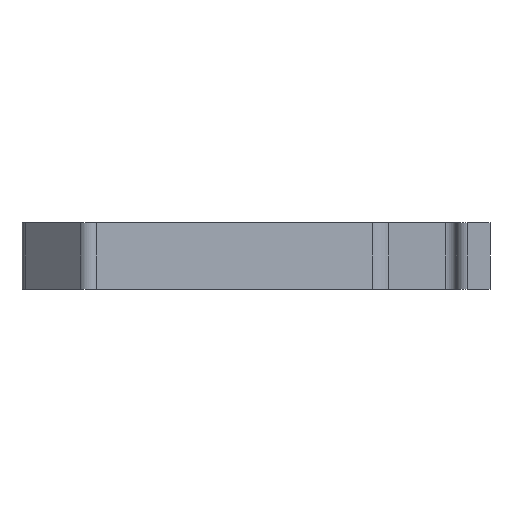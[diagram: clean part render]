
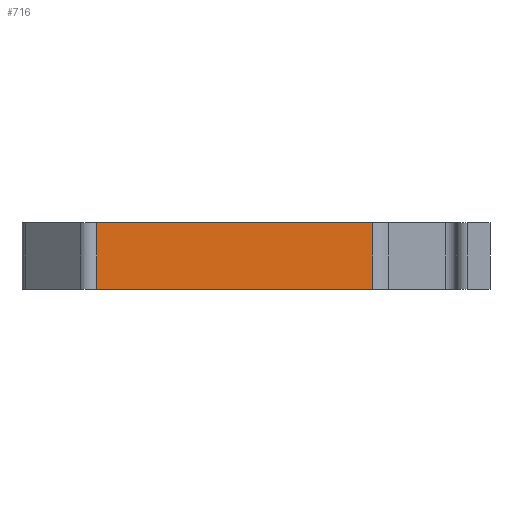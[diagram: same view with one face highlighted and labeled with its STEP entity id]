
A CAD part, front view. The second image highlights one B-rep face of the part: STEP entity #716.
In plain terms, the highlighted planar face has unit normal (0.715, -0.7, 0).
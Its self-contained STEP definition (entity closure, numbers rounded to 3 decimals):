
#52 = CARTESIAN_POINT ( 'NONE',  ( -37.641, -59.345, 0. ) ) ;
#150 = DIRECTION ( 'NONE',  ( -0.714, 0.7, 0. ) ) ;
#167 = CARTESIAN_POINT ( 'NONE',  ( -37.641, -59.345, 30. ) ) ;
#174 = VECTOR ( 'NONE', #268, 1000. ) ;
#189 = LINE ( 'NONE', #871, #423 ) ;
#268 = DIRECTION ( 'NONE',  ( 0., 0., -1. ) ) ;
#284 = DIRECTION ( 'NONE',  ( 0.7, 0.714, 0. ) ) ;
#302 = ORIENTED_EDGE ( 'NONE', *, *, #466, .F. ) ;
#333 = CARTESIAN_POINT ( 'NONE',  ( -161.193, -185.505, 0. ) ) ;
#357 = CARTESIAN_POINT ( 'NONE',  ( -161.193, -185.505, 30. ) ) ;
#412 = VECTOR ( 'NONE', #284, 1000. ) ;
#416 = EDGE_CURVE ( 'NONE', #493, #990, #795, .T. ) ;
#423 = VECTOR ( 'NONE', #779, 1000. ) ;
#454 = ORIENTED_EDGE ( 'NONE', *, *, #1050, .T. ) ;
#466 = EDGE_CURVE ( 'NONE', #1024, #931, #189, .T. ) ;
#493 = VERTEX_POINT ( 'NONE', #708 ) ;
#497 = EDGE_LOOP ( 'NONE', ( #454, #302, #669, #995 ) ) ;
#561 = PLANE ( 'NONE',  #711 ) ;
#644 = FACE_OUTER_BOUND ( 'NONE', #497, .T. ) ;
#669 = ORIENTED_EDGE ( 'NONE', *, *, #830, .F. ) ;
#682 = VECTOR ( 'NONE', #1087, 1000. ) ;
#708 = CARTESIAN_POINT ( 'NONE',  ( -161.193, -185.505, 30. ) ) ;
#711 = AXIS2_PLACEMENT_3D ( 'NONE', #1089, #150, #917 ) ;
#716 = ADVANCED_FACE ( 'NONE', ( #644 ), #561, .F. ) ;
#779 = DIRECTION ( 'NONE',  ( 0., 0., -1. ) ) ;
#795 = LINE ( 'NONE', #357, #174 ) ;
#816 = LINE ( 'NONE', #909, #412 ) ;
#830 = EDGE_CURVE ( 'NONE', #493, #1024, #816, .T. ) ;
#871 = CARTESIAN_POINT ( 'NONE',  ( -37.641, -59.345, 30. ) ) ;
#909 = CARTESIAN_POINT ( 'NONE',  ( -161.193, -185.505, 30. ) ) ;
#917 = DIRECTION ( 'NONE',  ( -0.7, -0.714, 0. ) ) ;
#931 = VERTEX_POINT ( 'NONE', #52 ) ;
#935 = LINE ( 'NONE', #1105, #682 ) ;
#990 = VERTEX_POINT ( 'NONE', #333 ) ;
#995 = ORIENTED_EDGE ( 'NONE', *, *, #416, .T. ) ;
#1024 = VERTEX_POINT ( 'NONE', #167 ) ;
#1050 = EDGE_CURVE ( 'NONE', #990, #931, #935, .T. ) ;
#1087 = DIRECTION ( 'NONE',  ( 0.7, 0.714, 0. ) ) ;
#1089 = CARTESIAN_POINT ( 'NONE',  ( -161.193, -185.505, 30. ) ) ;
#1105 = CARTESIAN_POINT ( 'NONE',  ( -161.193, -185.505, 0. ) ) ;
